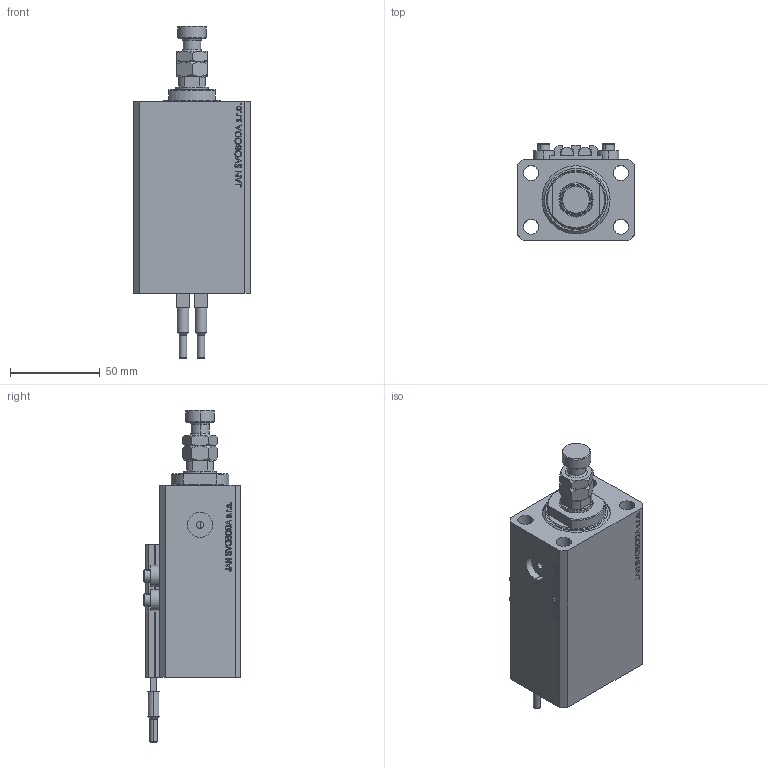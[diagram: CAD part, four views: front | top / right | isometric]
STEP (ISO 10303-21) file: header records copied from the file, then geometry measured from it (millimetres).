
FILE_DESCRIPTION (( 'STEP AP203' ), '1' );
FILE_NAME ('2a4a.STEP', '2023-10-07T16:05:43', ( '' ), ( '' ), 'SwSTEP 2.0', 'SolidWorks 2019', '' );
FILE_SCHEMA (( 'CONFIG_CONTROL_DESIGN' ));
Length unit declared in the file: millimetre
Products named in the file (7): SWITCH_V250CE 6030614b33a58f75dbdd45ba403d00b3; V250CE_C_VCP 6030614b33a58f75dbdd45ba403d00b3; V250CE_C_Body 6030614b33a58f75dbdd45ba403d00b3; V250CE_VC_C 6030614b33a58f75dbdd45ba403d00b3; ALLEN BOLT V250CE 6030614b33a58f75dbdd45ba403d00b3; MFA 6030614b33a58f75dbdd45ba403d00b3; 2a4a
Assembly tree (10 placements, depth 2):
  2a4a
    V250CE_C_Body 6030614b33a58f75dbdd45ba403d00b3
    ALLEN BOLT V250CE 6030614b33a58f75dbdd45ba403d00b3  x4
    V250CE_C_VCP 6030614b33a58f75dbdd45ba403d00b3
    V250CE_VC_C 6030614b33a58f75dbdd45ba403d00b3
    MFA 6030614b33a58f75dbdd45ba403d00b3
    SWITCH_V250CE 6030614b33a58f75dbdd45ba403d00b3  x2
Bounding box: 65 x 54 x 185 mm (x, y, z)
Volume: 297551 mm3; surface area: 79229.2 mm2
Topology: 11 solids, 11 shells, 1142 faces, 2822 edges, 1823 vertices
Faces by surface type: plane 552, bspline 374, cylinder 104, cone 90, torus 22
Entity records: 49810 total; most frequent: CARTESIAN_POINT 26537, ORIENTED_EDGE 5226, DIRECTION 3393, EDGE_CURVE 2613, VERTEX_POINT 1709, LINE 1539, VECTOR 1539, EDGE_LOOP 1168
